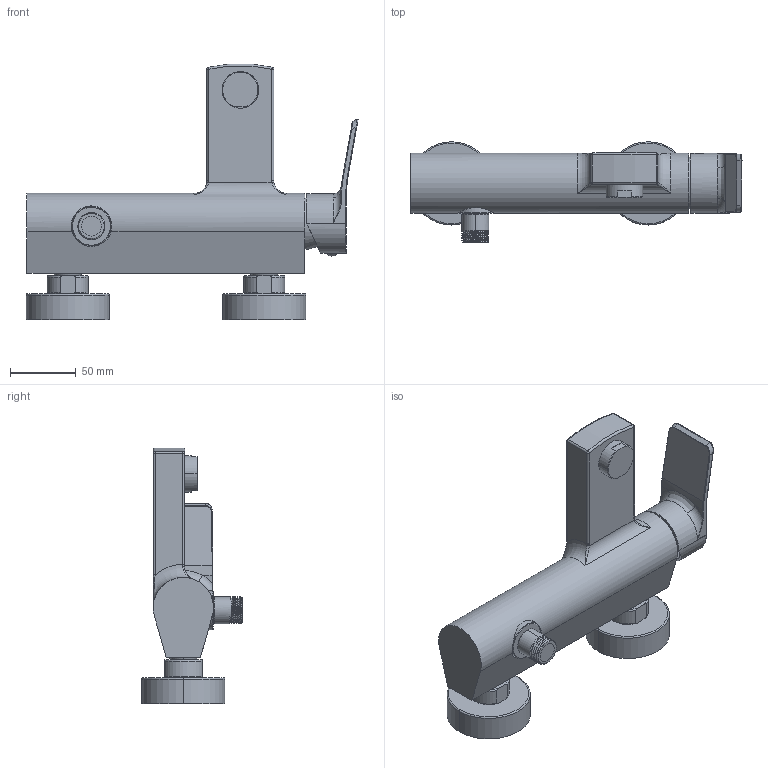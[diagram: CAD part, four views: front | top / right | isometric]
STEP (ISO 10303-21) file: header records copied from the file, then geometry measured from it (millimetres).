
FILE_DESCRIPTION((''),'2;1');
FILE_NAME('TI022CR','2021-11-08T17:21:21',('ut3'),('PAFFONI SpA'),'CREO PARAMETRIC BY PTC INC, 2020044','CREO PARAMETRIC BY PTC INC, 2020044','');
FILE_SCHEMA(('CONFIG_CONTROL_DESIGN','SHAPE_APPEARANCE_LAYERS_GROUPS'));
Length unit declared in the file: millimetre
Products named in the file (1): TI022CR
Bounding box: 253.3 x 76.75 x 195.2 mm (x, y, z)
Volume: 439591.2 mm3; surface area: 178584.3 mm2
Topology: 2 solids, 2 shells, 503 faces, 1228 edges, 776 vertices
Faces by surface type: plane 219, cylinder 169, cone 44, torus 42, bspline 23, sphere 6
Entity records: 24704 total; most frequent: CARTESIAN_POINT 8977, DIRECTION 2479, ORIENTED_EDGE 2452, EDGE_CURVE 1226, AXIS2_PLACEMENT_3D 944, VERTEX_POINT 776, VECTOR 591, LINE 591
